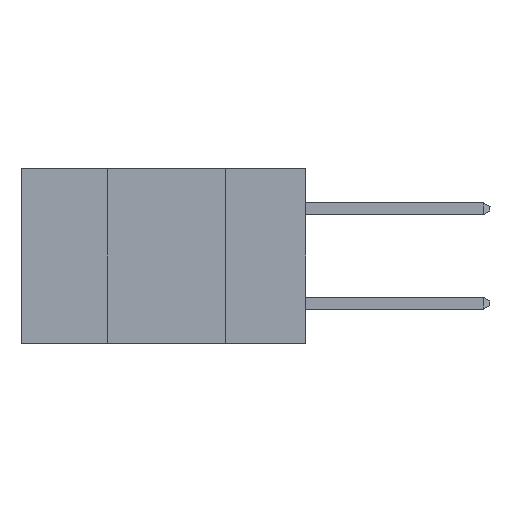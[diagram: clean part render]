
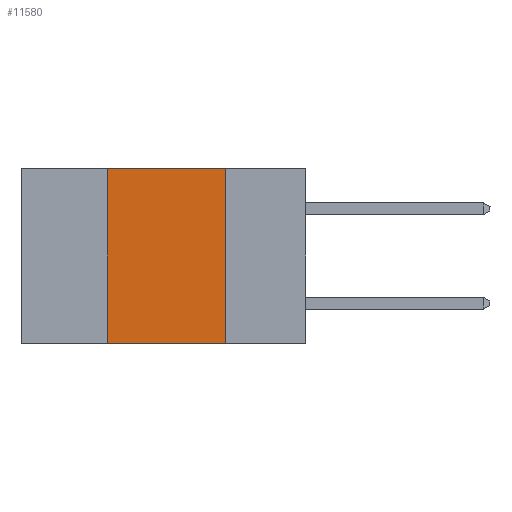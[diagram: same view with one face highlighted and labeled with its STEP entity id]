
A CAD part, left-side view. The second image highlights one B-rep face of the part: STEP entity #11580.
In plain terms, the highlighted planar face has unit normal (-1, 0, 0).
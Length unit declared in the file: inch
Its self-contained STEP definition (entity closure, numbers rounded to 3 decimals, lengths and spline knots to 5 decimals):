
#200 = EDGE_LOOP ( 'NONE', ( #6815, #8429, #842, #3317 ) ) ;
#264 = CARTESIAN_POINT ( 'NONE',  ( 0., 0.42, 0. ) ) ;
#842 = ORIENTED_EDGE ( 'NONE', *, *, #11907, .F. ) ;
#1497 = CARTESIAN_POINT ( 'NONE',  ( 0., 0.6, 0. ) ) ;
#1499 = LINE ( 'NONE', #10542, #10914 ) ;
#1638 = PLANE ( 'NONE',  #9888 ) ;
#1773 = EDGE_CURVE ( 'NONE', #7909, #8342, #1499, .T. ) ;
#2182 = DIRECTION ( 'NONE',  ( 0., 0., 1. ) ) ;
#2814 = CARTESIAN_POINT ( 'NONE',  ( 0., 0.6, 0. ) ) ;
#3087 = VERTEX_POINT ( 'NONE', #11716 ) ;
#3147 = EDGE_CURVE ( 'NONE', #3087, #7006, #6494, .T. ) ;
#3317 = ORIENTED_EDGE ( 'NONE', *, *, #1773, .T. ) ;
#4112 = DIRECTION ( 'NONE',  ( 0., -1., 0. ) ) ;
#4277 = DIRECTION ( 'NONE',  ( 0., 0., -1. ) ) ;
#5469 = LINE ( 'NONE', #264, #9383 ) ;
#5535 = DIRECTION ( 'NONE',  ( 0., 0., -1. ) ) ;
#5907 = CARTESIAN_POINT ( 'NONE',  ( 0., 0.42, -0.37 ) ) ;
#5923 = VECTOR ( 'NONE', #11080, 39.37008 ) ;
#6087 = LINE ( 'NONE', #9353, #7675 ) ;
#6494 = LINE ( 'NONE', #2814, #5923 ) ;
#6815 = ORIENTED_EDGE ( 'NONE', *, *, #10111, .F. ) ;
#7006 = VERTEX_POINT ( 'NONE', #8676 ) ;
#7675 = VECTOR ( 'NONE', #5535, 39.37008 ) ;
#7909 = VERTEX_POINT ( 'NONE', #5907 ) ;
#8342 = VERTEX_POINT ( 'NONE', #12032 ) ;
#8429 = ORIENTED_EDGE ( 'NONE', *, *, #3147, .F. ) ;
#8676 = CARTESIAN_POINT ( 'NONE',  ( 0., 0.17, 0. ) ) ;
#8994 = DIRECTION ( 'NONE',  ( 1., 0., 0. ) ) ;
#9353 = CARTESIAN_POINT ( 'NONE',  ( 0., 0.17, 0. ) ) ;
#9383 = VECTOR ( 'NONE', #2182, 39.37008 ) ;
#9686 = FACE_OUTER_BOUND ( 'NONE', #200, .T. ) ;
#9888 = AXIS2_PLACEMENT_3D ( 'NONE', #1497, #8994, #4277 ) ;
#10111 = EDGE_CURVE ( 'NONE', #7006, #8342, #6087, .T. ) ;
#10542 = CARTESIAN_POINT ( 'NONE',  ( 0., 0.6, -0.37 ) ) ;
#10914 = VECTOR ( 'NONE', #4112, 39.37008 ) ;
#11080 = DIRECTION ( 'NONE',  ( 0., -1., 0. ) ) ;
#11580 = ADVANCED_FACE ( 'NONE', ( #9686 ), #1638, .F. ) ;
#11716 = CARTESIAN_POINT ( 'NONE',  ( 0., 0.42, 0. ) ) ;
#11907 = EDGE_CURVE ( 'NONE', #7909, #3087, #5469, .T. ) ;
#12032 = CARTESIAN_POINT ( 'NONE',  ( 0., 0.17, -0.37 ) ) ;
